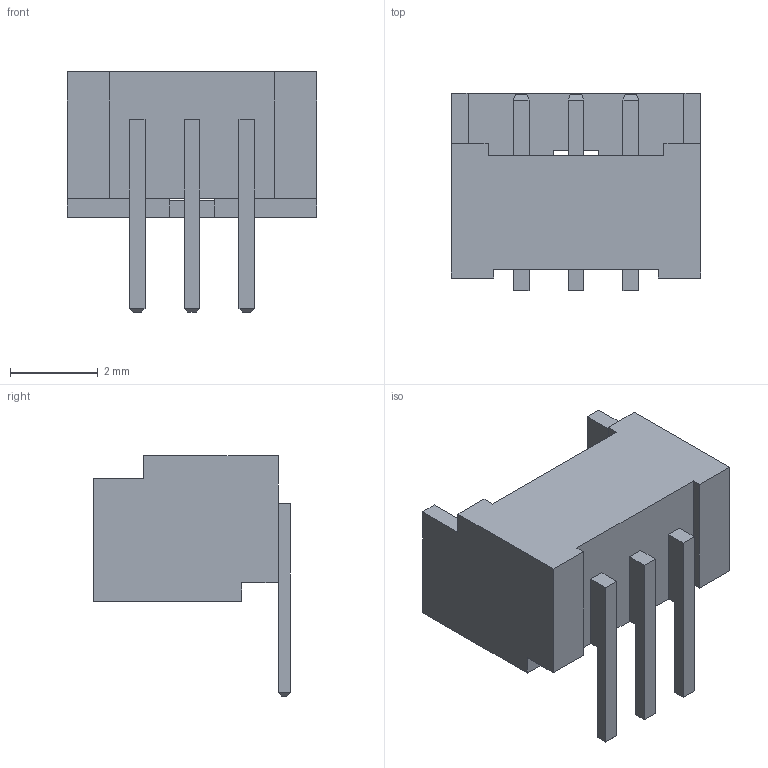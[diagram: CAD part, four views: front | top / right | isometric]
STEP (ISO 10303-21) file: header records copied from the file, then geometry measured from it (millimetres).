
FILE_DESCRIPTION(/* description */ ('Unknown'),/* implementation_level */ '2;1');
FILE_NAME(/* name */ 'JST - GH - Thru (R) - 3Pin - 1.25mm',/* time_stamp */ '2018-11-26T16:41:40-05:00',/* author */ ('Unknown'),/* organization */ ('Unknown'),/* preprocessor_version */ 'ST-DEVELOPER v16.7',/* originating_system */ 'DEX',/* authorisation */ $);
FILE_SCHEMA (('AUTOMOTIVE_DESIGN {1 0 10303 214 3 1 1}'));
Length unit declared in the file: millimetre
Products named in the file (1): JST - GH - Thru (R) - 3Pin - 1.25mm
Bounding box: 5.69 x 4.5 x 5.49 mm (x, y, z)
Volume: 37.2 mm3; surface area: 169.5 mm2
Topology: 1 solids, 21 shells, 260 faces, 618 edges, 404 vertices
Faces by surface type: plane 221, bspline 39
Entity records: 10381 total; most frequent: CARTESIAN_POINT 3182, ORIENTED_EDGE 1228, DIRECTION 794, EDGE_CURVE 614, VERTEX_POINT 404, LINE 350, VECTOR 350, EDGE_LOOP 282
